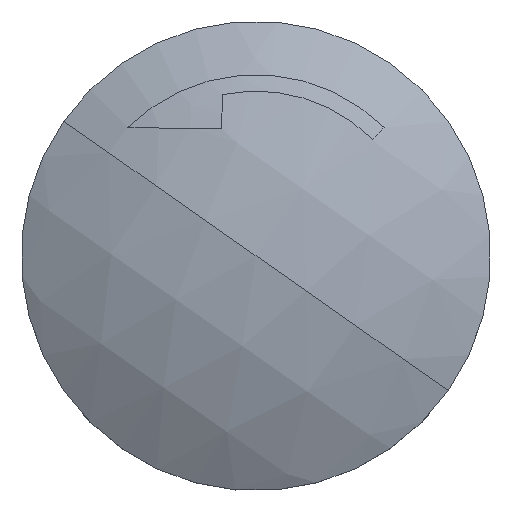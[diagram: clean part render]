
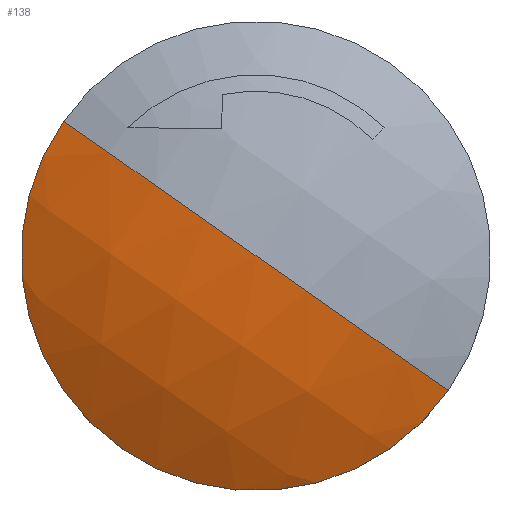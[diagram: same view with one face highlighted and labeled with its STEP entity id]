
A CAD part, top view. The second image highlights one B-rep face of the part: STEP entity #138.
In plain terms, the highlighted spherical face has radius 28 mm.
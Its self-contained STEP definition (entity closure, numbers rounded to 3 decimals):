
#138=ADVANCED_FACE('NONE',(#355),#356,.T.);
#355=FACE_OUTER_BOUND('',#653,.T.);
#356=SPHERICAL_SURFACE('',#654,28.0);
#653=EDGE_LOOP('',(#1004,#1005,#1006));
#654=AXIS2_PLACEMENT_3D('',#1007,#1008,#1009);
#1004=ORIENTED_EDGE('',*,*,#1877,.F.);
#1005=ORIENTED_EDGE('',*,*,#1878,.T.);
#1006=ORIENTED_EDGE('',*,*,#1879,.F.);
#1007=CARTESIAN_POINT('',(14.222,14.222,12.266));
#1008=DIRECTION('',(-0.574,-0.819,0.));
#1009=DIRECTION('',(0.819,-0.574,0.));
#1877=EDGE_CURVE('NONE',#2281,#2282,#2283,.T.);
#1878=EDGE_CURVE('NONE',#2281,#2284,#2285,.T.);
#1879=EDGE_CURVE('NONE',#2282,#2284,#2286,.T.);
#2281=VERTEX_POINT('NONE',#2907);
#2282=VERTEX_POINT('NONE',#2908);
#2283=CIRCLE('',#2909,28.0);
#2284=VERTEX_POINT('NONE',#2910);
#2285=CIRCLE('',#2911,28.0);
#2286=CIRCLE('',#2912,14.25);
#2907=CARTESIAN_POINT('',(14.222,14.222,40.266));
#2908=CARTESIAN_POINT('',(25.895,6.049,36.369));
#2909=AXIS2_PLACEMENT_3D('',#3718,#3719,#3720);
#2910=CARTESIAN_POINT('',(2.549,22.396,36.369));
#2911=AXIS2_PLACEMENT_3D('',#3721,#3722,#3723);
#2912=AXIS2_PLACEMENT_3D('',#3724,#3725,#3726);
#3718=CARTESIAN_POINT('',(14.222,14.222,12.266));
#3719=DIRECTION('',(0.574,0.819,0.));
#3720=DIRECTION('',(-0.819,0.574,0.0));
#3721=CARTESIAN_POINT('',(14.222,14.222,12.266));
#3722=DIRECTION('',(-0.574,-0.819,0.));
#3723=DIRECTION('',(0.819,-0.574,0.));
#3724=CARTESIAN_POINT('',(14.222,14.222,36.369));
#3725=DIRECTION('',(0.,0.,-1.0));
#3726=DIRECTION('',(0.819,-0.574,0.));
